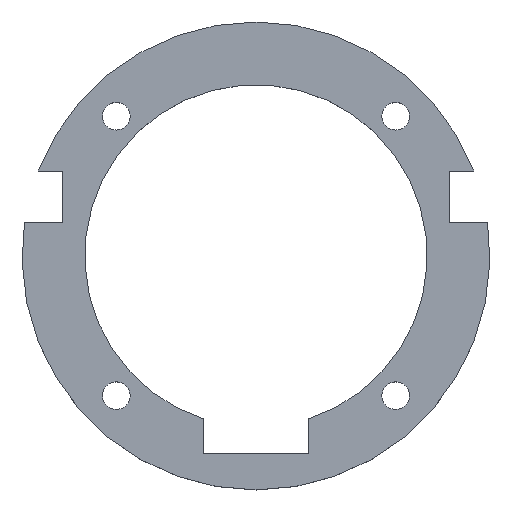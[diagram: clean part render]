
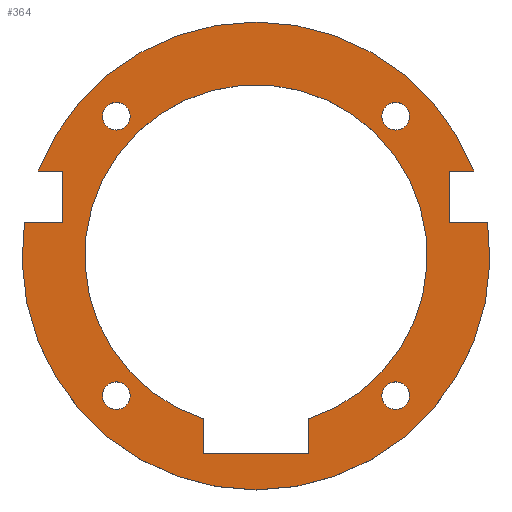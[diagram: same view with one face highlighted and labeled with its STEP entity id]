
A CAD part, top view. The second image highlights one B-rep face of the part: STEP entity #364.
In plain terms, the highlighted planar face has unit normal (0, 0, 1).
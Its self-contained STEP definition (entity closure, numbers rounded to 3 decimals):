
#20=FACE_BOUND('',#77,.T.);
#21=FACE_BOUND('',#78,.T.);
#22=FACE_BOUND('',#79,.T.);
#23=FACE_BOUND('',#80,.T.);
#24=FACE_BOUND('',#81,.T.);
#35=PLANE('',#410);
#53=FACE_OUTER_BOUND('',#76,.T.);
#76=EDGE_LOOP('',(#324,#325,#326,#327,#328,#329,#330,#331));
#77=EDGE_LOOP('',(#332));
#78=EDGE_LOOP('',(#333));
#79=EDGE_LOOP('',(#334));
#80=EDGE_LOOP('',(#335,#336,#337,#338));
#81=EDGE_LOOP('',(#339));
#83=LINE('',#521,#117);
#87=LINE('',#529,#121);
#90=LINE('',#535,#124);
#96=LINE('',#563,#130);
#100=LINE('',#571,#134);
#103=LINE('',#577,#137);
#107=LINE('',#589,#141);
#110=LINE('',#595,#144);
#113=LINE('',#601,#147);
#117=VECTOR('',#422,10.);
#121=VECTOR('',#428,10.);
#124=VECTOR('',#433,10.);
#130=VECTOR('',#465,10.);
#134=VECTOR('',#471,10.);
#137=VECTOR('',#476,10.);
#141=VECTOR('',#488,10.);
#144=VECTOR('',#493,10.);
#147=VECTOR('',#498,10.);
#151=CIRCLE('',#381,1.05);
#152=CIRCLE('',#386,13.);
#155=CIRCLE('',#390,1.05);
#157=CIRCLE('',#393,1.05);
#159=CIRCLE('',#396,1.05);
#160=CIRCLE('',#401,17.763);
#162=CIRCLE('',#407,17.763);
#165=VERTEX_POINT('',#515);
#166=VERTEX_POINT('',#519);
#167=VERTEX_POINT('',#520);
#170=VERTEX_POINT('',#528);
#172=VERTEX_POINT('',#534);
#175=VERTEX_POINT('',#545);
#177=VERTEX_POINT('',#551);
#179=VERTEX_POINT('',#557);
#180=VERTEX_POINT('',#561);
#181=VERTEX_POINT('',#562);
#184=VERTEX_POINT('',#570);
#186=VERTEX_POINT('',#576);
#188=VERTEX_POINT('',#582);
#190=VERTEX_POINT('',#588);
#192=VERTEX_POINT('',#594);
#194=VERTEX_POINT('',#600);
#198=EDGE_CURVE('',#165,#165,#151,.T.);
#199=EDGE_CURVE('',#166,#167,#83,.T.);
#203=EDGE_CURVE('',#170,#166,#87,.T.);
#206=EDGE_CURVE('',#172,#170,#90,.T.);
#209=EDGE_CURVE('',#167,#172,#152,.T.);
#213=EDGE_CURVE('',#175,#175,#155,.T.);
#216=EDGE_CURVE('',#177,#177,#157,.T.);
#219=EDGE_CURVE('',#179,#179,#159,.T.);
#220=EDGE_CURVE('',#180,#181,#96,.T.);
#224=EDGE_CURVE('',#181,#184,#100,.T.);
#227=EDGE_CURVE('',#184,#186,#103,.T.);
#230=EDGE_CURVE('',#188,#186,#160,.T.);
#233=EDGE_CURVE('',#190,#188,#107,.T.);
#236=EDGE_CURVE('',#192,#190,#110,.T.);
#239=EDGE_CURVE('',#194,#192,#113,.T.);
#242=EDGE_CURVE('',#180,#194,#162,.T.);
#324=ORIENTED_EDGE('',*,*,#242,.F.);
#325=ORIENTED_EDGE('',*,*,#220,.T.);
#326=ORIENTED_EDGE('',*,*,#224,.T.);
#327=ORIENTED_EDGE('',*,*,#227,.T.);
#328=ORIENTED_EDGE('',*,*,#230,.F.);
#329=ORIENTED_EDGE('',*,*,#233,.F.);
#330=ORIENTED_EDGE('',*,*,#236,.F.);
#331=ORIENTED_EDGE('',*,*,#239,.F.);
#332=ORIENTED_EDGE('',*,*,#219,.F.);
#333=ORIENTED_EDGE('',*,*,#216,.F.);
#334=ORIENTED_EDGE('',*,*,#213,.F.);
#335=ORIENTED_EDGE('',*,*,#209,.F.);
#336=ORIENTED_EDGE('',*,*,#199,.F.);
#337=ORIENTED_EDGE('',*,*,#203,.F.);
#338=ORIENTED_EDGE('',*,*,#206,.F.);
#339=ORIENTED_EDGE('',*,*,#198,.F.);
#364=ADVANCED_FACE('',(#53,#20,#21,#22,#23,#24),#35,.F.);
#381=AXIS2_PLACEMENT_3D('',#517,#418,#419);
#386=AXIS2_PLACEMENT_3D('',#540,#438,#439);
#390=AXIS2_PLACEMENT_3D('',#547,#447,#448);
#393=AXIS2_PLACEMENT_3D('',#553,#454,#455);
#396=AXIS2_PLACEMENT_3D('',#559,#461,#462);
#401=AXIS2_PLACEMENT_3D('',#583,#481,#482);
#407=AXIS2_PLACEMENT_3D('',#606,#503,#504);
#410=AXIS2_PLACEMENT_3D('',#609,#509,#510);
#418=DIRECTION('center_axis',(0.,0.,1.));
#419=DIRECTION('ref_axis',(-1.,0.,0.));
#422=DIRECTION('',(0.,1.,0.));
#428=DIRECTION('',(1.,0.,0.));
#433=DIRECTION('',(0.,-1.,0.));
#438=DIRECTION('center_axis',(0.,0.,1.));
#439=DIRECTION('ref_axis',(-1.,0.,0.));
#447=DIRECTION('center_axis',(0.,0.,1.));
#448=DIRECTION('ref_axis',(-1.,0.,0.));
#454=DIRECTION('center_axis',(0.,0.,1.));
#455=DIRECTION('ref_axis',(-1.,0.,0.));
#461=DIRECTION('center_axis',(0.,0.,1.));
#462=DIRECTION('ref_axis',(-1.,0.,0.));
#465=DIRECTION('',(-1.,0.,0.));
#471=DIRECTION('',(0.,1.,0.));
#476=DIRECTION('',(1.,0.,0.));
#481=DIRECTION('center_axis',(0.,0.,-1.));
#482=DIRECTION('ref_axis',(-1.,0.,0.));
#488=DIRECTION('',(-1.,0.,0.));
#493=DIRECTION('',(0.,1.,0.));
#498=DIRECTION('',(1.,0.,0.));
#503=DIRECTION('center_axis',(0.,0.,-1.));
#504=DIRECTION('ref_axis',(-1.,0.,0.));
#509=DIRECTION('center_axis',(0.,0.,-1.));
#510=DIRECTION('ref_axis',(-1.,0.,0.));
#515=CARTESIAN_POINT('',(11.657,10.607,-7.25));
#517=CARTESIAN_POINT('Origin',(10.607,10.607,-7.25));
#519=CARTESIAN_POINT('',(4.,-15.,-7.25));
#520=CARTESIAN_POINT('',(4.,-12.369,-7.25));
#521=CARTESIAN_POINT('',(4.,-15.,-7.25));
#528=CARTESIAN_POINT('',(-4.,-15.,-7.25));
#529=CARTESIAN_POINT('',(-4.,-15.,-7.25));
#534=CARTESIAN_POINT('',(-4.,-12.369,-7.25));
#535=CARTESIAN_POINT('',(-4.,-12.369,-7.25));
#540=CARTESIAN_POINT('Origin',(0.,0.,
-7.25));
#545=CARTESIAN_POINT('',(-9.557,10.607,-7.25));
#547=CARTESIAN_POINT('Origin',(-10.607,10.607,-7.25));
#551=CARTESIAN_POINT('',(11.657,-10.607,-7.25));
#553=CARTESIAN_POINT('Origin',(10.607,-10.607,-7.25));
#557=CARTESIAN_POINT('',(-9.557,-10.607,-7.25));
#559=CARTESIAN_POINT('Origin',(-10.607,-10.607,-7.25));
#561=CARTESIAN_POINT('',(17.579,2.55,-7.25));
#562=CARTESIAN_POINT('',(14.663,2.55,-7.25));
#563=CARTESIAN_POINT('',(17.579,2.55,-7.25));
#570=CARTESIAN_POINT('',(14.663,6.45,-7.25));
#571=CARTESIAN_POINT('',(14.663,2.55,-7.25));
#576=CARTESIAN_POINT('',(16.551,6.45,-7.25));
#577=CARTESIAN_POINT('',(14.663,6.45,-7.25));
#582=CARTESIAN_POINT('',(-16.551,6.45,-7.25));
#583=CARTESIAN_POINT('Origin',(0.,0.,
-7.25));
#588=CARTESIAN_POINT('',(-14.663,6.45,-7.25));
#589=CARTESIAN_POINT('',(-14.663,6.45,-7.25));
#594=CARTESIAN_POINT('',(-14.663,2.55,-7.25));
#595=CARTESIAN_POINT('',(-14.663,2.55,-7.25));
#600=CARTESIAN_POINT('',(-17.579,2.55,-7.25));
#601=CARTESIAN_POINT('',(-17.579,2.55,-7.25));
#606=CARTESIAN_POINT('Origin',(0.,0.,
-7.25));
#609=CARTESIAN_POINT('Origin',(0.,0.,-7.25));
